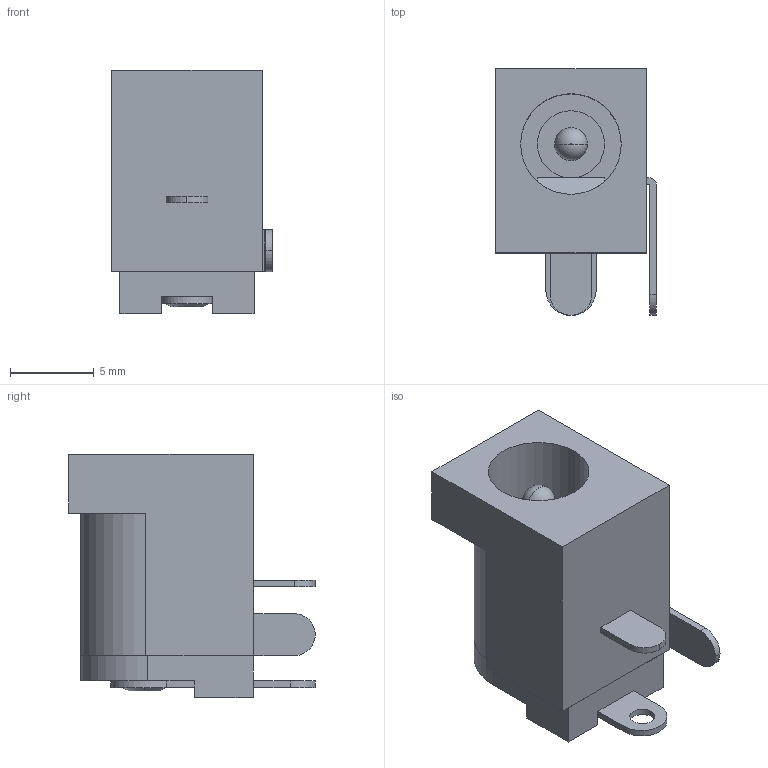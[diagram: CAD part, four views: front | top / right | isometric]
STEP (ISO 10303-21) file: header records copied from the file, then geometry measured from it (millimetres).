
FILE_DESCRIPTION (( 'STEP AP214' ), '1' );
FILE_NAME ('MJ-179PH.STEP', '2025-03-25T09:11:33', ( 'LENOVO' ), ( '' ), 'SwSTEP 2.0', 'SolidWorks 2021', '' );
FILE_SCHEMA (( 'AUTOMOTIVE_DESIGN' ));
Length unit declared in the file: millimetre
Products named in the file (1): MJ-179PH
Bounding box: 9.6 x 14.7 x 14.5 mm (x, y, z)
Volume: 977 mm3; surface area: 1334.9 mm2
Topology: 7 solids, 7 shells, 78 faces, 181 edges, 120 vertices
Faces by surface type: plane 51, cylinder 23, cone 2, torus 2
Entity records: 2318 total; most frequent: DIRECTION 391, CARTESIAN_POINT 383, ORIENTED_EDGE 362, EDGE_CURVE 181, AXIS2_PLACEMENT_3D 132, VECTOR 127, LINE 127, VERTEX_POINT 120
